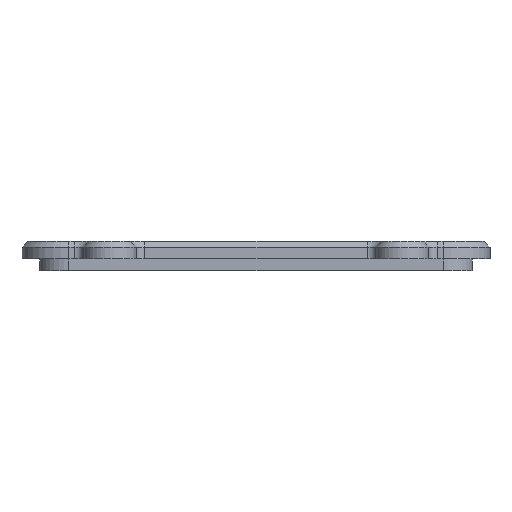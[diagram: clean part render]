
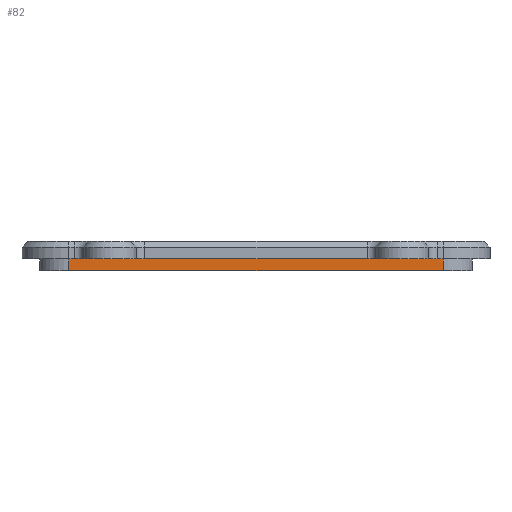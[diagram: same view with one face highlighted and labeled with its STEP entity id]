
A CAD part, front view. The second image highlights one B-rep face of the part: STEP entity #82.
In plain terms, the highlighted planar face has unit normal (0, -1, 0).
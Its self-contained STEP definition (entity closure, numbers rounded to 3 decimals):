
#82=ADVANCED_FACE('',(#342),#4168,.T.);
#342=FACE_OUTER_BOUND('',#602,.T.);
#602=EDGE_LOOP('',(#901,#902,#903,#904));
#901=ORIENTED_EDGE('',*,*,#2256,.T.);
#902=ORIENTED_EDGE('',*,*,#2257,.T.);
#903=ORIENTED_EDGE('',*,*,#2258,.F.);
#904=ORIENTED_EDGE('',*,*,#2254,.F.);
#2254=EDGE_CURVE('',#3689,#3690,#2923,.T.);
#2256=EDGE_CURVE('',#3689,#3691,#3135,.T.);
#2257=EDGE_CURVE('',#3691,#3692,#3136,.T.);
#2258=EDGE_CURVE('',#3690,#3692,#3137,.T.);
#2923=(
BOUNDED_CURVE()
B_SPLINE_CURVE(1,(#5183,#5184),.UNSPECIFIED.,.F.,.F.)
B_SPLINE_CURVE_WITH_KNOTS((2,2),(0.,2.),.UNSPECIFIED.)
CURVE()
GEOMETRIC_REPRESENTATION_ITEM()
RATIONAL_B_SPLINE_CURVE((1.,1.))
REPRESENTATION_ITEM('')
);
#3135=B_SPLINE_CURVE_WITH_KNOTS('',1,(#5188,#5189),.UNSPECIFIED.,.F.,.F.,
(2,2),(-135.279,-74.791),.UNSPECIFIED.);
#3136=B_SPLINE_CURVE_WITH_KNOTS('',1,(#5190,#5191),.UNSPECIFIED.,.F.,.F.,
(2,2),(0.,2.),.UNSPECIFIED.);
#3137=B_SPLINE_CURVE_WITH_KNOTS('',1,(#5192,#5193),.UNSPECIFIED.,.F.,.F.,
(2,2),(-135.279,-74.791),.UNSPECIFIED.);
#3689=VERTEX_POINT('',#5150);
#3690=VERTEX_POINT('',#5151);
#3691=VERTEX_POINT('',#5152);
#3692=VERTEX_POINT('',#5153);
#4168=PLANE('',#4440);
#4440=AXIS2_PLACEMENT_3D('',#5136,#4748,$);
#4748=DIRECTION('',(0.,-1.,0.));
#5136=CARTESIAN_POINT('',(72.,3.,25.5));
#5150=CARTESIAN_POINT('',(72.,3.,25.5));
#5151=CARTESIAN_POINT('',(72.,3.,23.5));
#5152=CARTESIAN_POINT('',(8.,3.,25.5));
#5153=CARTESIAN_POINT('',(8.,3.,23.5));
#5183=CARTESIAN_POINT('',(72.,3.,25.5));
#5184=CARTESIAN_POINT('',(72.,3.,23.5));
#5188=CARTESIAN_POINT('',(72.,3.,25.5));
#5189=CARTESIAN_POINT('',(8.,3.,25.5));
#5190=CARTESIAN_POINT('',(8.,3.,25.5));
#5191=CARTESIAN_POINT('',(8.,3.,23.5));
#5192=CARTESIAN_POINT('',(72.,3.,23.5));
#5193=CARTESIAN_POINT('',(8.,3.,23.5));
